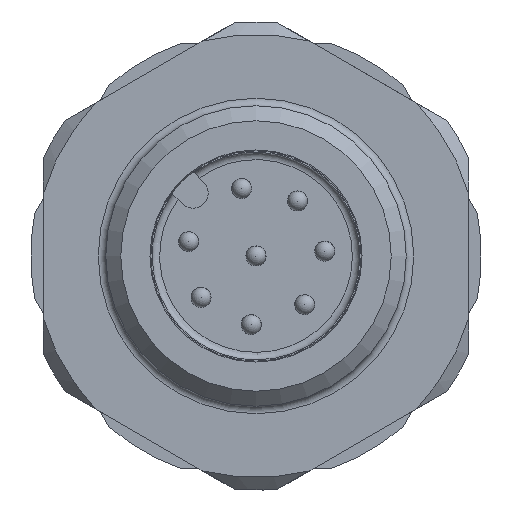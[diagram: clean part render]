
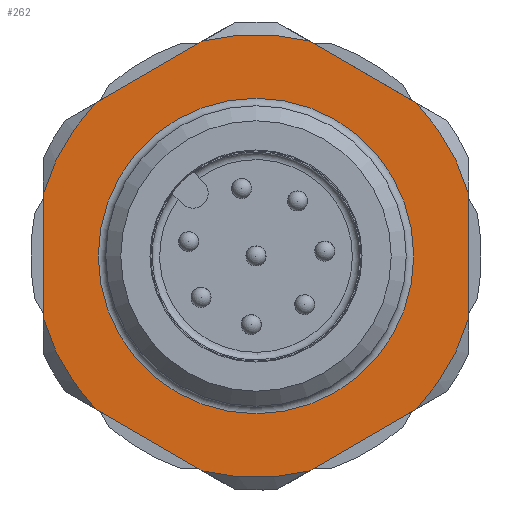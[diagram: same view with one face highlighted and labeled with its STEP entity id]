
A CAD part, front view. The second image highlights one B-rep face of the part: STEP entity #262.
In plain terms, the highlighted planar face has unit normal (0, -1, 0).
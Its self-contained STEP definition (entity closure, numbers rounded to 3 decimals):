
#262=ADVANCED_FACE('',(#628,#629),#410,.T.);
#410=PLANE('',#2220);
#484=LINE('',#3277,#564);
#485=LINE('',#3278,#565);
#486=LINE('',#3279,#566);
#487=LINE('',#3280,#567);
#488=LINE('',#3281,#568);
#489=LINE('',#3282,#569);
#564=VECTOR('',#2563,1.);
#565=VECTOR('',#2564,1.);
#566=VECTOR('',#2565,1.);
#567=VECTOR('',#2566,1.);
#568=VECTOR('',#2567,1.);
#569=VECTOR('',#2568,1.);
#628=FACE_BOUND('',#847,.T.);
#629=FACE_BOUND('',#848,.T.);
#847=EDGE_LOOP('',(#1163));
#848=EDGE_LOOP('',(#1164,#1165,#1166,#1167,#1168,#1169,#1170,#1171,#1172,
#1173,#1174,#1175));
#1163=ORIENTED_EDGE('',*,*,#1849,.T.);
#1164=ORIENTED_EDGE('',*,*,#1832,.F.);
#1165=ORIENTED_EDGE('',*,*,#1850,.T.);
#1166=ORIENTED_EDGE('',*,*,#1834,.F.);
#1167=ORIENTED_EDGE('',*,*,#1851,.T.);
#1168=ORIENTED_EDGE('',*,*,#1847,.F.);
#1169=ORIENTED_EDGE('',*,*,#1852,.T.);
#1170=ORIENTED_EDGE('',*,*,#1844,.F.);
#1171=ORIENTED_EDGE('',*,*,#1853,.T.);
#1172=ORIENTED_EDGE('',*,*,#1841,.F.);
#1173=ORIENTED_EDGE('',*,*,#1854,.T.);
#1174=ORIENTED_EDGE('',*,*,#1838,.F.);
#1175=ORIENTED_EDGE('',*,*,#1855,.T.);
#1623=VERTEX_POINT('',#3207);
#1624=VERTEX_POINT('',#3209);
#1625=VERTEX_POINT('',#3216);
#1626=VERTEX_POINT('',#3217);
#1627=VERTEX_POINT('',#3231);
#1628=VERTEX_POINT('',#3233);
#1629=VERTEX_POINT('',#3243);
#1630=VERTEX_POINT('',#3245);
#1631=VERTEX_POINT('',#3255);
#1632=VERTEX_POINT('',#3257);
#1633=VERTEX_POINT('',#3267);
#1634=VERTEX_POINT('',#3269);
#1635=VERTEX_POINT('',#3276);
#1832=EDGE_CURVE('',#1623,#1624,#2061,.T.);
#1834=EDGE_CURVE('',#1625,#1626,#2062,.T.);
#1838=EDGE_CURVE('',#1627,#1628,#2063,.T.);
#1841=EDGE_CURVE('',#1629,#1630,#2064,.T.);
#1844=EDGE_CURVE('',#1631,#1632,#2065,.T.);
#1847=EDGE_CURVE('',#1633,#1634,#2066,.T.);
#1849=EDGE_CURVE('',#1635,#1635,#2067,.T.);
#1850=EDGE_CURVE('',#1623,#1626,#484,.T.);
#1851=EDGE_CURVE('',#1625,#1634,#485,.T.);
#1852=EDGE_CURVE('',#1633,#1632,#486,.T.);
#1853=EDGE_CURVE('',#1631,#1630,#487,.T.);
#1854=EDGE_CURVE('',#1629,#1628,#488,.T.);
#1855=EDGE_CURVE('',#1627,#1624,#489,.T.);
#2061=CIRCLE('',#2207,8.85);
#2062=CIRCLE('',#2209,8.85);
#2063=CIRCLE('',#2211,8.85);
#2064=CIRCLE('',#2213,8.85);
#2065=CIRCLE('',#2215,8.85);
#2066=CIRCLE('',#2217,8.85);
#2067=CIRCLE('',#2219,6.3);
#2207=AXIS2_PLACEMENT_3D('',#3208,#2537,#2538);
#2209=AXIS2_PLACEMENT_3D('',#3215,#2541,#2542);
#2211=AXIS2_PLACEMENT_3D('',#3232,#2545,#2546);
#2213=AXIS2_PLACEMENT_3D('',#3244,#2549,#2550);
#2215=AXIS2_PLACEMENT_3D('',#3256,#2553,#2554);
#2217=AXIS2_PLACEMENT_3D('',#3268,#2557,#2558);
#2219=AXIS2_PLACEMENT_3D('',#3275,#2561,#2562);
#2220=AXIS2_PLACEMENT_3D('',#3283,#2569,#2570);
#2537=DIRECTION('',(0.,1.,0.));
#2538=DIRECTION('',(0.5,0.,-0.866));
#2541=DIRECTION('',(0.,1.,0.));
#2542=DIRECTION('',(0.5,0.,-0.866));
#2545=DIRECTION('',(0.,1.,0.));
#2546=DIRECTION('',(0.5,0.,-0.866));
#2549=DIRECTION('',(0.,1.,0.));
#2550=DIRECTION('',(0.5,0.,-0.866));
#2553=DIRECTION('',(0.,1.,0.));
#2554=DIRECTION('',(0.5,0.,-0.866));
#2557=DIRECTION('',(0.,1.,0.));
#2558=DIRECTION('',(0.5,0.,-0.866));
#2561=DIRECTION('',(0.,1.,0.));
#2562=DIRECTION('',(0.5,0.,-0.866));
#2563=DIRECTION('',(-0.866,0.,0.5));
#2564=DIRECTION('',(-0.866,0.,-0.5));
#2565=DIRECTION('',(0.,0.,-1.));
#2566=DIRECTION('',(0.866,0.,-0.5));
#2567=DIRECTION('',(0.866,0.,0.5));
#2568=DIRECTION('',(0.,0.,1.));
#2569=DIRECTION('',(0.,-1.,0.));
#2570=DIRECTION('',(-0.5,0.,0.866));
#3207=CARTESIAN_POINT('',(6.384,10.1,6.129));
#3208=CARTESIAN_POINT('',(0.,10.1,0.));
#3209=CARTESIAN_POINT('',(8.5,10.1,2.464));
#3215=CARTESIAN_POINT('',(0.,10.1,0.));
#3216=CARTESIAN_POINT('',(-2.116,10.1,8.593));
#3217=CARTESIAN_POINT('',(2.116,10.1,8.593));
#3231=CARTESIAN_POINT('',(8.5,10.1,-2.464));
#3232=CARTESIAN_POINT('',(0.,10.1,0.));
#3233=CARTESIAN_POINT('',(6.384,10.1,-6.129));
#3243=CARTESIAN_POINT('',(2.116,10.1,-8.593));
#3244=CARTESIAN_POINT('',(0.,10.1,0.));
#3245=CARTESIAN_POINT('',(-2.116,10.1,-8.593));
#3255=CARTESIAN_POINT('',(-6.384,10.1,-6.129));
#3256=CARTESIAN_POINT('',(0.,10.1,0.));
#3257=CARTESIAN_POINT('',(-8.5,10.1,-2.464));
#3267=CARTESIAN_POINT('',(-8.5,10.1,2.464));
#3268=CARTESIAN_POINT('',(0.,10.1,0.));
#3269=CARTESIAN_POINT('',(-6.384,10.1,6.129));
#3275=CARTESIAN_POINT('',(0.,10.1,0.));
#3276=CARTESIAN_POINT('',(3.15,10.1,-5.456));
#3277=CARTESIAN_POINT('',(0.418,10.1,9.574));
#3278=CARTESIAN_POINT('',(-11.914,10.1,2.936));
#3279=CARTESIAN_POINT('',(-8.5,10.1,-4.425));
#3280=CARTESIAN_POINT('',(-8.082,10.1,-5.149));
#3281=CARTESIAN_POINT('',(-3.414,10.1,-11.786));
#3282=CARTESIAN_POINT('',(8.5,10.1,-4.425));
#3283=CARTESIAN_POINT('',(-7.664,10.1,-4.425));
